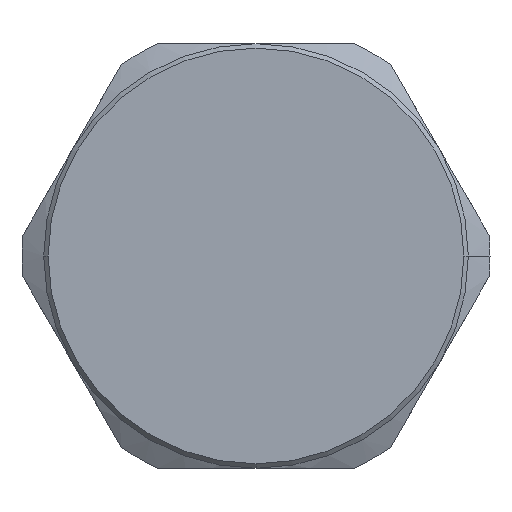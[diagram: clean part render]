
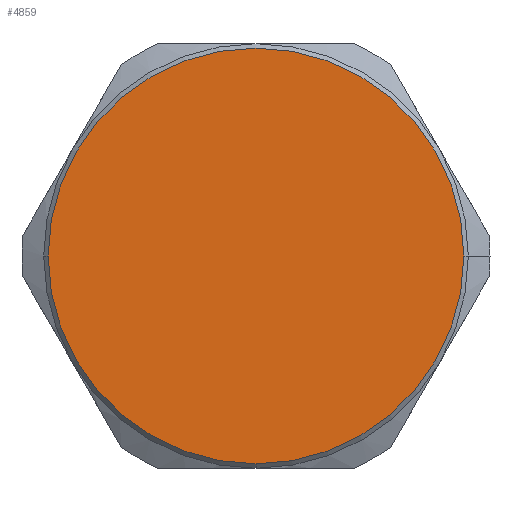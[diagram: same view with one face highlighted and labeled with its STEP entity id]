
A CAD part, left-side view. The second image highlights one B-rep face of the part: STEP entity #4859.
In plain terms, the highlighted planar face has unit normal (-1, 0, 0).
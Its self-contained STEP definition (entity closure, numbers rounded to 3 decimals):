
#462 = AXIS2_PLACEMENT_3D ( 'NONE', #3648, #5065, #526 ) ;
#526 = DIRECTION ( 'NONE',  ( 0., 1., 0. ) ) ;
#535 = AXIS2_PLACEMENT_3D ( 'NONE', #5252, #4269, #657 ) ;
#657 = DIRECTION ( 'NONE',  ( 0., -1., 0. ) ) ;
#725 = AXIS2_PLACEMENT_3D ( 'NONE', #3976, #2686, #3570 ) ;
#909 = EDGE_CURVE ( 'NONE', #2997, #1103, #4589, .T. ) ;
#946 = AXIS2_PLACEMENT_3D ( 'NONE', #5642, #3395, #1217 ) ;
#1103 = VERTEX_POINT ( 'NONE', #2527 ) ;
#1217 = DIRECTION ( 'NONE',  ( 0., 1., 0. ) ) ;
#1491 = CARTESIAN_POINT ( 'NONE',  ( 0., 0., -9.325 ) ) ;
#1824 = EDGE_CURVE ( 'NONE', #1103, #5256, #4705, .T. ) ;
#2094 = ORIENTED_EDGE ( 'NONE', *, *, #4308, .T. ) ;
#2527 = CARTESIAN_POINT ( 'NONE',  ( 0., -9.325, 0. ) ) ;
#2630 = EDGE_LOOP ( 'NONE', ( #2094, #4956, #5752 ) ) ;
#2686 = DIRECTION ( 'NONE',  ( -1., 0., 0. ) ) ;
#2993 = CIRCLE ( 'NONE', #462, 9.325 ) ;
#2997 = VERTEX_POINT ( 'NONE', #1491 ) ;
#3183 = CARTESIAN_POINT ( 'NONE',  ( 0., 9.325, 0. ) ) ;
#3395 = DIRECTION ( 'NONE',  ( 1., 0., 0. ) ) ;
#3570 = DIRECTION ( 'NONE',  ( 0., 1., 0. ) ) ;
#3648 = CARTESIAN_POINT ( 'NONE',  ( 0., 0., 0. ) ) ;
#3837 = PLANE ( 'NONE',  #946 ) ;
#3976 = CARTESIAN_POINT ( 'NONE',  ( 0., 0., 0. ) ) ;
#4269 = DIRECTION ( 'NONE',  ( -1., 0., 0. ) ) ;
#4308 = EDGE_CURVE ( 'NONE', #5256, #2997, #2993, .T. ) ;
#4433 = FACE_OUTER_BOUND ( 'NONE', #2630, .T. ) ;
#4589 = CIRCLE ( 'NONE', #725, 9.325 ) ;
#4705 = CIRCLE ( 'NONE', #535, 9.325 ) ;
#4859 = ADVANCED_FACE ( 'NONE', ( #4433 ), #3837, .F. ) ;
#4956 = ORIENTED_EDGE ( 'NONE', *, *, #909, .T. ) ;
#5065 = DIRECTION ( 'NONE',  ( -1., 0., 0. ) ) ;
#5252 = CARTESIAN_POINT ( 'NONE',  ( 0., 0., 0. ) ) ;
#5256 = VERTEX_POINT ( 'NONE', #3183 ) ;
#5642 = CARTESIAN_POINT ( 'NONE',  ( 0., 0., 0. ) ) ;
#5752 = ORIENTED_EDGE ( 'NONE', *, *, #1824, .T. ) ;
